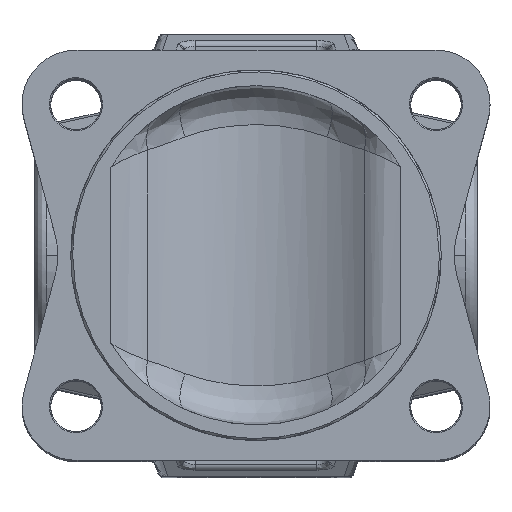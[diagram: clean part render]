
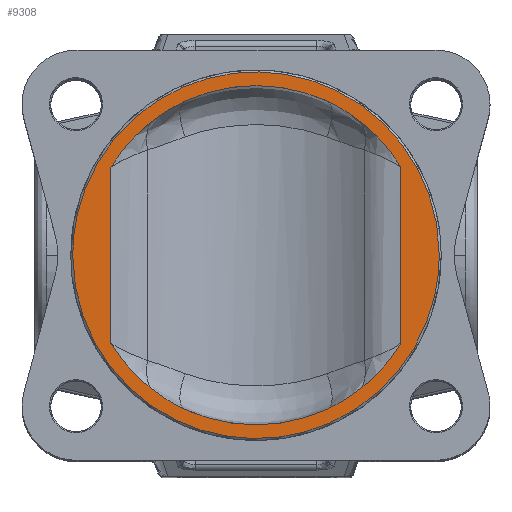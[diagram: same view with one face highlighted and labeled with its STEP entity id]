
A CAD part, top view. The second image highlights one B-rep face of the part: STEP entity #9308.
In plain terms, the highlighted free-form (B-spline) face has degree [1, 1] with [2, 2] control points.
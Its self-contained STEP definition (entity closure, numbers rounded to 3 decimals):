
#8837 = EDGE_CURVE('',#8838,#8840,#8842,.T.);
#8838 = VERTEX_POINT('',#8839);
#8839 = CARTESIAN_POINT('',(43.136,0.,
    1.377));
#8840 = VERTEX_POINT('',#8841);
#8841 = CARTESIAN_POINT('',(-43.136,0.,1.377));
#8842 = ( BOUNDED_CURVE() B_SPLINE_CURVE(2,(#8843,#8844,#8845,#8846,
#8847),.UNSPECIFIED.,.F.,.F.) B_SPLINE_CURVE_WITH_KNOTS((3,2,3),(0.,
1.571,3.142),.PIECEWISE_BEZIER_KNOTS.) CURVE() 
GEOMETRIC_REPRESENTATION_ITEM() RATIONAL_B_SPLINE_CURVE((1.,
0.707,1.,0.707,1.)) REPRESENTATION_ITEM('') );
#8843 = CARTESIAN_POINT('',(43.136,0.,1.377));
#8844 = CARTESIAN_POINT('',(43.136,43.136,
    1.377));
#8845 = CARTESIAN_POINT('',(0.,43.136,
    1.377));
#8846 = CARTESIAN_POINT('',(-43.136,43.136,
    1.377));
#8847 = CARTESIAN_POINT('',(-43.136,0.,
    1.377));
#9308 = ADVANCED_FACE('',(#9309,#9405),#9416,.T.);
#9309 = FACE_BOUND('',#9310,.T.);
#9310 = EDGE_LOOP('',(#9311,#9320,#9328,#9336,#9344,#9352,#9360,#9367,
    #9375,#9383,#9391,#9399));
#9311 = ORIENTED_EDGE('',*,*,#9312,.T.);
#9312 = EDGE_CURVE('',#9313,#9315,#9317,.T.);
#9313 = VERTEX_POINT('',#9314);
#9314 = CARTESIAN_POINT('',(34.122,20.726,
    1.377));
#9315 = VERTEX_POINT('',#9316);
#9316 = CARTESIAN_POINT('',(34.122,-20.726,
    1.377));
#9317 = B_SPLINE_CURVE_WITH_KNOTS('',1,(#9318,#9319),.UNSPECIFIED.,.F.,
  .F.,(2,2),(-22.583,22.583),.PIECEWISE_BEZIER_KNOTS.);
#9318 = CARTESIAN_POINT('',(34.122,20.726,
    1.377));
#9319 = CARTESIAN_POINT('',(34.122,-20.726,
    1.377));
#9320 = ORIENTED_EDGE('',*,*,#9321,.F.);
#9321 = EDGE_CURVE('',#9322,#9315,#9324,.T.);
#9322 = VERTEX_POINT('',#9323);
#9323 = CARTESIAN_POINT('',(24.926,-31.186,
    1.377));
#9324 = ( BOUNDED_CURVE() B_SPLINE_CURVE(2,(#9325,#9326,#9327),
.UNSPECIFIED.,.F.,.F.) B_SPLINE_CURVE_WITH_KNOTS((3,3),(5.387,
5.737),.PIECEWISE_BEZIER_KNOTS.) CURVE() 
GEOMETRIC_REPRESENTATION_ITEM() RATIONAL_B_SPLINE_CURVE((1.,
0.985,1.)) REPRESENTATION_ITEM('') );
#9325 = CARTESIAN_POINT('',(24.926,-31.186,
    1.377));
#9326 = CARTESIAN_POINT('',(30.45,-26.771,
    1.377));
#9327 = CARTESIAN_POINT('',(34.122,-20.726,
    1.377));
#9328 = ORIENTED_EDGE('',*,*,#9329,.F.);
#9329 = EDGE_CURVE('',#9330,#9322,#9332,.T.);
#9330 = VERTEX_POINT('',#9331);
#9331 = CARTESIAN_POINT('',(16.811,-36.212,
    1.377));
#9332 = ( BOUNDED_CURVE() B_SPLINE_CURVE(2,(#9333,#9334,#9335),
.UNSPECIFIED.,.F.,.F.) B_SPLINE_CURVE_WITH_KNOTS((3,3),(5.147,
5.387),.PIECEWISE_BEZIER_KNOTS.) CURVE() 
GEOMETRIC_REPRESENTATION_ITEM() RATIONAL_B_SPLINE_CURVE((1.,
0.993,1.)) REPRESENTATION_ITEM('') );
#9333 = CARTESIAN_POINT('',(16.811,-36.212,
    1.377));
#9334 = CARTESIAN_POINT('',(21.171,-34.187,
    1.377));
#9335 = CARTESIAN_POINT('',(24.926,-31.186,
    1.377));
#9336 = ORIENTED_EDGE('',*,*,#9337,.F.);
#9337 = EDGE_CURVE('',#9338,#9330,#9340,.T.);
#9338 = VERTEX_POINT('',#9339);
#9339 = CARTESIAN_POINT('',(-16.811,-36.212,
    1.377));
#9340 = ( BOUNDED_CURVE() B_SPLINE_CURVE(2,(#9341,#9342,#9343),
.UNSPECIFIED.,.F.,.F.) B_SPLINE_CURVE_WITH_KNOTS((3,3),(4.278,
5.147),.PIECEWISE_BEZIER_KNOTS.) CURVE() 
GEOMETRIC_REPRESENTATION_ITEM() RATIONAL_B_SPLINE_CURVE((1.,
0.907,1.)) REPRESENTATION_ITEM('') );
#9341 = CARTESIAN_POINT('',(-16.811,-36.212,
    1.377));
#9342 = CARTESIAN_POINT('',(0.,-44.016,
    1.377));
#9343 = CARTESIAN_POINT('',(16.811,-36.212,
    1.377));
#9344 = ORIENTED_EDGE('',*,*,#9345,.F.);
#9345 = EDGE_CURVE('',#9346,#9338,#9348,.T.);
#9346 = VERTEX_POINT('',#9347);
#9347 = CARTESIAN_POINT('',(-24.926,-31.186,
    1.377));
#9348 = ( BOUNDED_CURVE() B_SPLINE_CURVE(2,(#9349,#9350,#9351),
.UNSPECIFIED.,.F.,.F.) B_SPLINE_CURVE_WITH_KNOTS((3,3),(4.038,
4.278),.PIECEWISE_BEZIER_KNOTS.) CURVE() 
GEOMETRIC_REPRESENTATION_ITEM() RATIONAL_B_SPLINE_CURVE((1.,
0.993,1.)) REPRESENTATION_ITEM('') );
#9349 = CARTESIAN_POINT('',(-24.926,-31.186,
    1.377));
#9350 = CARTESIAN_POINT('',(-21.171,-34.187,
    1.377));
#9351 = CARTESIAN_POINT('',(-16.811,-36.212,
    1.377));
#9352 = ORIENTED_EDGE('',*,*,#9353,.F.);
#9353 = EDGE_CURVE('',#9354,#9346,#9356,.T.);
#9354 = VERTEX_POINT('',#9355);
#9355 = CARTESIAN_POINT('',(-34.122,-20.726,
    1.377));
#9356 = ( BOUNDED_CURVE() B_SPLINE_CURVE(2,(#9357,#9358,#9359),
.UNSPECIFIED.,.F.,.F.) B_SPLINE_CURVE_WITH_KNOTS((3,3),(3.687,
4.038),.PIECEWISE_BEZIER_KNOTS.) CURVE() 
GEOMETRIC_REPRESENTATION_ITEM() RATIONAL_B_SPLINE_CURVE((1.,
0.985,1.)) REPRESENTATION_ITEM('') );
#9357 = CARTESIAN_POINT('',(-34.122,-20.726,
    1.377));
#9358 = CARTESIAN_POINT('',(-30.45,-26.771,
    1.377));
#9359 = CARTESIAN_POINT('',(-24.926,-31.186,
    1.377));
#9360 = ORIENTED_EDGE('',*,*,#9361,.T.);
#9361 = EDGE_CURVE('',#9354,#9362,#9364,.T.);
#9362 = VERTEX_POINT('',#9363);
#9363 = CARTESIAN_POINT('',(-34.122,20.726,
    1.377));
#9364 = B_SPLINE_CURVE_WITH_KNOTS('',1,(#9365,#9366),.UNSPECIFIED.,.F.,
  .F.,(2,2),(-22.583,22.583),.PIECEWISE_BEZIER_KNOTS.);
#9365 = CARTESIAN_POINT('',(-34.122,-20.726,
    1.377));
#9366 = CARTESIAN_POINT('',(-34.122,20.726,
    1.377));
#9367 = ORIENTED_EDGE('',*,*,#9368,.F.);
#9368 = EDGE_CURVE('',#9369,#9362,#9371,.T.);
#9369 = VERTEX_POINT('',#9370);
#9370 = CARTESIAN_POINT('',(-24.926,31.186,
    1.377));
#9371 = ( BOUNDED_CURVE() B_SPLINE_CURVE(2,(#9372,#9373,#9374),
.UNSPECIFIED.,.F.,.F.) B_SPLINE_CURVE_WITH_KNOTS((3,3),(2.245,
2.596),.PIECEWISE_BEZIER_KNOTS.) CURVE() 
GEOMETRIC_REPRESENTATION_ITEM() RATIONAL_B_SPLINE_CURVE((1.,
0.985,1.)) REPRESENTATION_ITEM('') );
#9372 = CARTESIAN_POINT('',(-24.926,31.186,
    1.377));
#9373 = CARTESIAN_POINT('',(-30.45,26.771,
    1.377));
#9374 = CARTESIAN_POINT('',(-34.122,20.726,
    1.377));
#9375 = ORIENTED_EDGE('',*,*,#9376,.F.);
#9376 = EDGE_CURVE('',#9377,#9369,#9379,.T.);
#9377 = VERTEX_POINT('',#9378);
#9378 = CARTESIAN_POINT('',(-16.811,36.212,
    1.377));
#9379 = ( BOUNDED_CURVE() B_SPLINE_CURVE(2,(#9380,#9381,#9382),
.UNSPECIFIED.,.F.,.F.) B_SPLINE_CURVE_WITH_KNOTS((3,3),(2.005,
2.245),.PIECEWISE_BEZIER_KNOTS.) CURVE() 
GEOMETRIC_REPRESENTATION_ITEM() RATIONAL_B_SPLINE_CURVE((1.,
0.993,1.)) REPRESENTATION_ITEM('') );
#9380 = CARTESIAN_POINT('',(-16.811,36.212,
    1.377));
#9381 = CARTESIAN_POINT('',(-21.171,34.187,
    1.377));
#9382 = CARTESIAN_POINT('',(-24.926,31.186,
    1.377));
#9383 = ORIENTED_EDGE('',*,*,#9384,.F.);
#9384 = EDGE_CURVE('',#9385,#9377,#9387,.T.);
#9385 = VERTEX_POINT('',#9386);
#9386 = CARTESIAN_POINT('',(16.811,36.212,
    1.377));
#9387 = ( BOUNDED_CURVE() B_SPLINE_CURVE(2,(#9388,#9389,#9390),
.UNSPECIFIED.,.F.,.F.) B_SPLINE_CURVE_WITH_KNOTS((3,3),(1.136,
2.005),.PIECEWISE_BEZIER_KNOTS.) CURVE() 
GEOMETRIC_REPRESENTATION_ITEM() RATIONAL_B_SPLINE_CURVE((1.,
0.907,1.)) REPRESENTATION_ITEM('') );
#9388 = CARTESIAN_POINT('',(16.811,36.212,
    1.377));
#9389 = CARTESIAN_POINT('',(0.,44.016,
    1.377));
#9390 = CARTESIAN_POINT('',(-16.811,36.212,
    1.377));
#9391 = ORIENTED_EDGE('',*,*,#9392,.F.);
#9392 = EDGE_CURVE('',#9393,#9385,#9395,.T.);
#9393 = VERTEX_POINT('',#9394);
#9394 = CARTESIAN_POINT('',(24.926,31.186,
    1.377));
#9395 = ( BOUNDED_CURVE() B_SPLINE_CURVE(2,(#9396,#9397,#9398),
.UNSPECIFIED.,.F.,.F.) B_SPLINE_CURVE_WITH_KNOTS((3,3),(0.897,
1.136),.PIECEWISE_BEZIER_KNOTS.) CURVE() 
GEOMETRIC_REPRESENTATION_ITEM() RATIONAL_B_SPLINE_CURVE((1.,
0.993,1.)) REPRESENTATION_ITEM('') );
#9396 = CARTESIAN_POINT('',(24.926,31.186,
    1.377));
#9397 = CARTESIAN_POINT('',(21.171,34.187,
    1.377));
#9398 = CARTESIAN_POINT('',(16.811,36.212,
    1.377));
#9399 = ORIENTED_EDGE('',*,*,#9400,.F.);
#9400 = EDGE_CURVE('',#9313,#9393,#9401,.T.);
#9401 = ( BOUNDED_CURVE() B_SPLINE_CURVE(2,(#9402,#9403,#9404),
.UNSPECIFIED.,.F.,.F.) B_SPLINE_CURVE_WITH_KNOTS((3,3),(0.546,
0.897),.PIECEWISE_BEZIER_KNOTS.) CURVE() 
GEOMETRIC_REPRESENTATION_ITEM() RATIONAL_B_SPLINE_CURVE((1.,
0.985,1.)) REPRESENTATION_ITEM('') );
#9402 = CARTESIAN_POINT('',(34.122,20.726,
    1.377));
#9403 = CARTESIAN_POINT('',(30.45,26.771,
    1.377));
#9404 = CARTESIAN_POINT('',(24.926,31.186,
    1.377));
#9405 = FACE_BOUND('',#9406,.T.);
#9406 = EDGE_LOOP('',(#9407,#9415));
#9407 = ORIENTED_EDGE('',*,*,#9408,.T.);
#9408 = EDGE_CURVE('',#8840,#8838,#9409,.T.);
#9409 = ( BOUNDED_CURVE() B_SPLINE_CURVE(2,(#9410,#9411,#9412,#9413,
#9414),.UNSPECIFIED.,.F.,.F.) B_SPLINE_CURVE_WITH_KNOTS((3,2,3),(
    3.142,4.712,6.283),
.PIECEWISE_BEZIER_KNOTS.) CURVE() GEOMETRIC_REPRESENTATION_ITEM() 
RATIONAL_B_SPLINE_CURVE((1.,0.707,1.,0.707,1.)) 
REPRESENTATION_ITEM('') );
#9410 = CARTESIAN_POINT('',(-43.136,0.,
    1.377));
#9411 = CARTESIAN_POINT('',(-43.136,-43.136,
    1.377));
#9412 = CARTESIAN_POINT('',(0.,-43.136,
    1.377));
#9413 = CARTESIAN_POINT('',(43.136,-43.136,
    1.377));
#9414 = CARTESIAN_POINT('',(43.136,0.,
    1.377));
#9415 = ORIENTED_EDGE('',*,*,#8837,.T.);
#9416 = B_SPLINE_SURFACE_WITH_KNOTS('',1,1,(
    (#9417,#9418)
    ,(#9419,#9420
    )),.UNSPECIFIED.,.F.,.F.,.F.,(2,2),(2,2),(-47.,47.),(-47.,47.),
  .PIECEWISE_BEZIER_KNOTS.);
#9417 = CARTESIAN_POINT('',(-43.136,-43.136,
    1.377));
#9418 = CARTESIAN_POINT('',(-43.136,43.136,
    1.377));
#9419 = CARTESIAN_POINT('',(43.136,-43.136,
    1.377));
#9420 = CARTESIAN_POINT('',(43.136,43.136,
    1.377));
